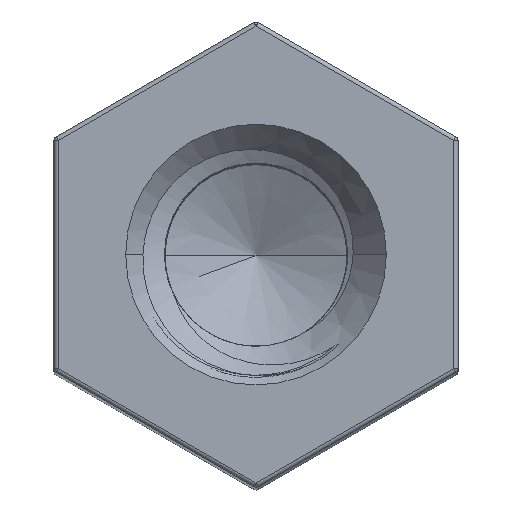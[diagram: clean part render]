
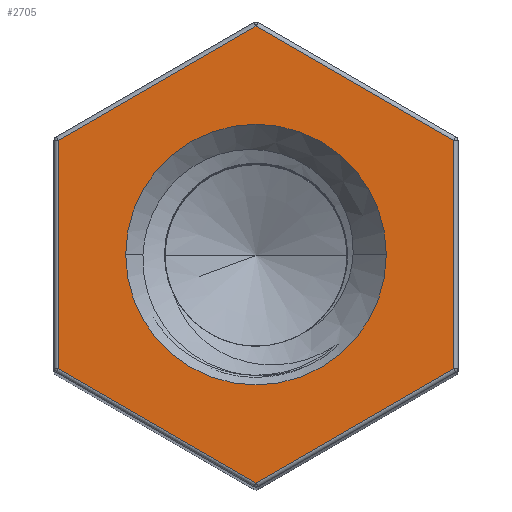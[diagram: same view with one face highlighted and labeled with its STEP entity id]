
A CAD part, top view. The second image highlights one B-rep face of the part: STEP entity #2705.
In plain terms, the highlighted planar face has unit normal (0, 0, 1).
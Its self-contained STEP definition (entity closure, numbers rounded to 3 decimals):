
#2536 = VERTEX_POINT('',#2537);
#2537 = CARTESIAN_POINT('',(-2.33,-1.345,22.215));
#2544 = EDGE_CURVE('',#2545,#2536,#2547,.T.);
#2545 = VERTEX_POINT('',#2546);
#2546 = CARTESIAN_POINT('',(-2.33,1.345,22.215));
#2547 = LINE('',#2548,#2549);
#2548 = CARTESIAN_POINT('',(-2.33,1.345,22.215));
#2549 = VECTOR('',#2550,1.);
#2550 = DIRECTION('',(0.,-1.,0.));
#2685 = VERTEX_POINT('',#2686);
#2686 = CARTESIAN_POINT('',(0.,2.691,
    22.215));
#2695 = EDGE_CURVE('',#2685,#2545,#2696,.T.);
#2696 = LINE('',#2697,#2698);
#2697 = CARTESIAN_POINT('',(0.,2.691,
    22.215));
#2698 = VECTOR('',#2699,1.);
#2699 = DIRECTION('',(-0.866,-0.5,0.));
#2705 = ADVANCED_FACE('',(#2706,#2740),#2760,.F.);
#2706 = FACE_BOUND('',#2707,.F.);
#2707 = EDGE_LOOP('',(#2708,#2709,#2717,#2725,#2733,#2739));
#2708 = ORIENTED_EDGE('',*,*,#2695,.F.);
#2709 = ORIENTED_EDGE('',*,*,#2710,.F.);
#2710 = EDGE_CURVE('',#2711,#2685,#2713,.T.);
#2711 = VERTEX_POINT('',#2712);
#2712 = CARTESIAN_POINT('',(2.33,1.345,22.215));
#2713 = LINE('',#2714,#2715);
#2714 = CARTESIAN_POINT('',(2.33,1.345,22.215));
#2715 = VECTOR('',#2716,1.);
#2716 = DIRECTION('',(-0.866,0.5,0.));
#2717 = ORIENTED_EDGE('',*,*,#2718,.F.);
#2718 = EDGE_CURVE('',#2719,#2711,#2721,.T.);
#2719 = VERTEX_POINT('',#2720);
#2720 = CARTESIAN_POINT('',(2.33,-1.345,22.215));
#2721 = LINE('',#2722,#2723);
#2722 = CARTESIAN_POINT('',(2.33,-1.345,22.215));
#2723 = VECTOR('',#2724,1.);
#2724 = DIRECTION('',(0.,1.,0.));
#2725 = ORIENTED_EDGE('',*,*,#2726,.F.);
#2726 = EDGE_CURVE('',#2727,#2719,#2729,.T.);
#2727 = VERTEX_POINT('',#2728);
#2728 = CARTESIAN_POINT('',(0.,-2.691,
    22.215));
#2729 = LINE('',#2730,#2731);
#2730 = CARTESIAN_POINT('',(0.,-2.691,
    22.215));
#2731 = VECTOR('',#2732,1.);
#2732 = DIRECTION('',(0.866,0.5,0.));
#2733 = ORIENTED_EDGE('',*,*,#2734,.F.);
#2734 = EDGE_CURVE('',#2536,#2727,#2735,.T.);
#2735 = LINE('',#2736,#2737);
#2736 = CARTESIAN_POINT('',(-2.33,-1.345,22.215));
#2737 = VECTOR('',#2738,1.);
#2738 = DIRECTION('',(0.866,-0.5,0.));
#2739 = ORIENTED_EDGE('',*,*,#2544,.F.);
#2740 = FACE_BOUND('',#2741,.F.);
#2741 = EDGE_LOOP('',(#2742,#2753));
#2742 = ORIENTED_EDGE('',*,*,#2743,.F.);
#2743 = EDGE_CURVE('',#2744,#2746,#2748,.T.);
#2744 = VERTEX_POINT('',#2745);
#2745 = CARTESIAN_POINT('',(1.536,0.,22.215
    ));
#2746 = VERTEX_POINT('',#2747);
#2747 = CARTESIAN_POINT('',(-1.536,0.,
    22.215));
#2748 = CIRCLE('',#2749,1.536);
#2749 = AXIS2_PLACEMENT_3D('',#2750,#2751,#2752);
#2750 = CARTESIAN_POINT('',(0.,0.,
    22.215));
#2751 = DIRECTION('',(0.,0.,-1.));
#2752 = DIRECTION('',(1.,0.,0.));
#2753 = ORIENTED_EDGE('',*,*,#2754,.F.);
#2754 = EDGE_CURVE('',#2746,#2744,#2755,.T.);
#2755 = CIRCLE('',#2756,1.536);
#2756 = AXIS2_PLACEMENT_3D('',#2757,#2758,#2759);
#2757 = CARTESIAN_POINT('',(0.,0.,
    22.215));
#2758 = DIRECTION('',(0.,0.,-1.));
#2759 = DIRECTION('',(-1.,0.,0.));
#2760 = PLANE('',#2761);
#2761 = AXIS2_PLACEMENT_3D('',#2762,#2763,#2764);
#2762 = CARTESIAN_POINT('',(0.,0.,
    22.215));
#2763 = DIRECTION('',(0.,0.,-1.));
#2764 = DIRECTION('',(-1.,0.,0.));
